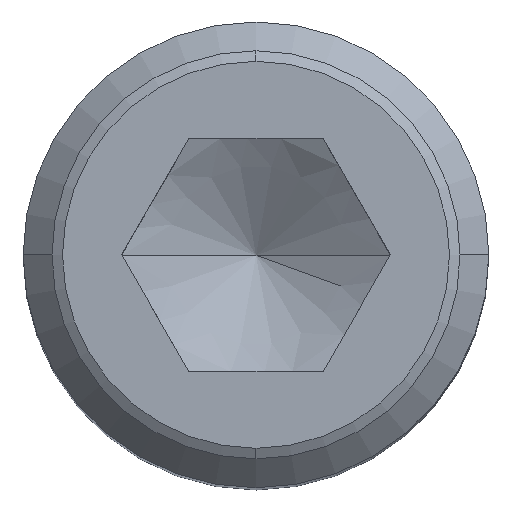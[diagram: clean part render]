
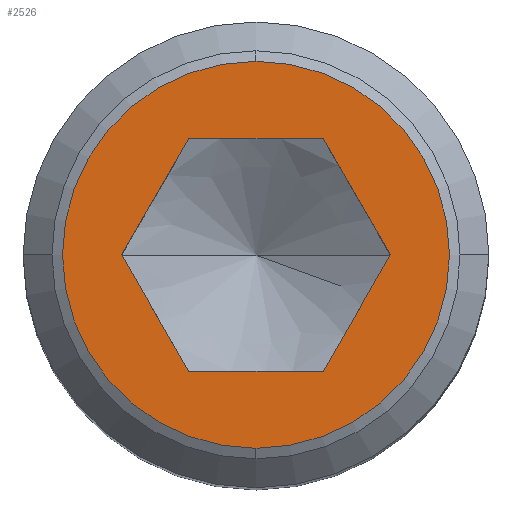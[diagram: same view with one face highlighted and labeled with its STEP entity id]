
A CAD part, top view. The second image highlights one B-rep face of the part: STEP entity #2526.
In plain terms, the highlighted planar face has unit normal (0, 0, 1).
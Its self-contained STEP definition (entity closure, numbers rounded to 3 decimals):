
#1670=EDGE_CURVE('',#2966,#3440,#4647,.T.);
#1804=EDGE_CURVE('',#1884,#2156,#4799,.T.);
#1884=VERTEX_POINT('',#4893);
#2156=VERTEX_POINT('',#5193);
#2172=VERTEX_POINT('',#5209);
#2318=EDGE_CURVE('',#2172,#2638,#5375,.T.);
#2368=EDGE_CURVE('',#3440,#2966,#5433,.T.);
#2526=ADVANCED_FACE('',(#5610,#5611),#5612,.T.);
#2546=EDGE_CURVE('',#3726,#1884,#5632,.T.);
#2638=VERTEX_POINT('',#5733);
#2912=VERTEX_POINT('',#6035);
#2966=VERTEX_POINT('',#6096);
#3140=EDGE_CURVE('',#2156,#2172,#6288,.T.);
#3440=VERTEX_POINT('',#6623);
#3726=VERTEX_POINT('',#6950);
#3898=EDGE_CURVE('',#2638,#2912,#7142,.T.);
#4276=EDGE_CURVE('',#2912,#3726,#7566,.T.);
#4647=CIRCLE('',#8041,3.323);
#4799=LINE('',#8270,#8271);
#4893=CARTESIAN_POINT('',(-2.309,0.0,0.));
#5193=CARTESIAN_POINT('',(-1.155,2.0,0.));
#5209=CARTESIAN_POINT('',(1.155,2.0,0.));
#5375=LINE('',#9093,#9094);
#5433=CIRCLE('',#9170,3.323);
#5610=FACE_BOUND('',#9445,.T.);
#5611=FACE_OUTER_BOUND('',#9446,.T.);
#5612=PLANE('',#9447);
#5632=LINE('',#9478,#9479);
#5733=CARTESIAN_POINT('',(2.309,0.0,0.));
#6035=CARTESIAN_POINT('',(1.155,-2.0,0.));
#6096=CARTESIAN_POINT('',(0.,-3.323,0.));
#6288=LINE('',#10402,#10403);
#6623=CARTESIAN_POINT('',(0.,3.323,0.));
#6950=CARTESIAN_POINT('',(-1.155,-2.0,0.));
#7142=LINE('',#11585,#11586);
#7566=LINE('',#12193,#12194);
#8041=AXIS2_PLACEMENT_3D('',#12649,#12650,#12651);
#8270=CARTESIAN_POINT('',(-1.443,1.5,0.));
#8271=VECTOR('',#12890,1.0);
#9093=CARTESIAN_POINT('',(2.021,0.5,0.));
#9094=VECTOR('',#13530,1.0);
#9170=AXIS2_PLACEMENT_3D('',#13609,#13610,#13611);
#9445=EDGE_LOOP('',(#13813,#13814,#13815,#13816,#13817,#13818));
#9446=EDGE_LOOP('',(#13819,#13820));
#9447=AXIS2_PLACEMENT_3D('',#13821,#13822,#13823);
#9478=CARTESIAN_POINT('',(-2.021,-0.5,0.));
#9479=VECTOR('',#13829,1.0);
#10402=CARTESIAN_POINT('',(0.577,2.0,0.));
#10403=VECTOR('',#14573,1.0);
#11585=CARTESIAN_POINT('',(1.443,-1.5,0.));
#11586=VECTOR('',#15568,1.0);
#12193=CARTESIAN_POINT('',(-0.577,-2.0,0.));
#12194=VECTOR('',#16044,1.0);
#12649=CARTESIAN_POINT('',(0.,0.,0.));
#12650=DIRECTION('',(0.0,0.0,1.0));
#12651=DIRECTION('',(0.,1.0,0.0));
#12890=DIRECTION('',(0.5,0.866,0.));
#13530=DIRECTION('',(0.5,-0.866,0.));
#13609=CARTESIAN_POINT('',(0.,0.,0.));
#13610=DIRECTION('',(0.0,0.0,1.0));
#13611=DIRECTION('',(0.,1.0,0.0));
#13813=ORIENTED_EDGE('',*,*,#2546,.T.);
#13814=ORIENTED_EDGE('',*,*,#1804,.T.);
#13815=ORIENTED_EDGE('',*,*,#3140,.T.);
#13816=ORIENTED_EDGE('',*,*,#2318,.T.);
#13817=ORIENTED_EDGE('',*,*,#3898,.T.);
#13818=ORIENTED_EDGE('',*,*,#4276,.T.);
#13819=ORIENTED_EDGE('',*,*,#2368,.T.);
#13820=ORIENTED_EDGE('',*,*,#1670,.T.);
#13821=CARTESIAN_POINT('',(-2.855,0.,0.));
#13822=DIRECTION('',(0.0,0.0,1.0));
#13823=DIRECTION('',(-1.0,0.,0.0));
#13829=DIRECTION('',(-0.5,0.866,0.));
#14573=DIRECTION('',(1.0,0.0,0.0));
#15568=DIRECTION('',(-0.5,-0.866,0.));
#16044=DIRECTION('',(-1.0,0.0,0.0));
